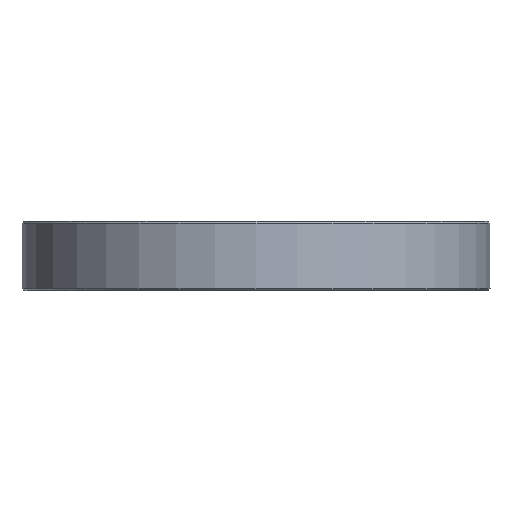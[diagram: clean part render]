
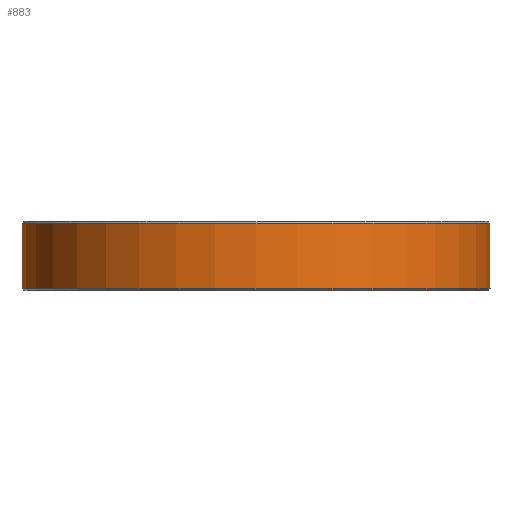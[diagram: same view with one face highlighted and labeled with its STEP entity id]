
A CAD part, front view. The second image highlights one B-rep face of the part: STEP entity #883.
In plain terms, the highlighted cylindrical face has radius 13.5 mm (diameter 27 mm), a full revolution.
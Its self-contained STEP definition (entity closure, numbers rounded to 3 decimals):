
#83=CYLINDRICAL_SURFACE('',#1018,13.5);
#157=FACE_OUTER_BOUND('',#250,.T.);
#250=EDGE_LOOP('',(#666,#667,#668,#669));
#347=LINE('',#1597,#365);
#365=VECTOR('',#1219,2.843);
#384=CIRCLE('',#1014,13.5);
#387=CIRCLE('',#1019,13.5);
#475=VERTEX_POINT('',#1587);
#478=VERTEX_POINT('',#1596);
#547=EDGE_CURVE('',#475,#475,#384,.T.);
#551=EDGE_CURVE('',#475,#478,#347,.T.);
#552=EDGE_CURVE('',#478,#478,#387,.T.);
#666=ORIENTED_EDGE('',*,*,#547,.F.);
#667=ORIENTED_EDGE('',*,*,#551,.T.);
#668=ORIENTED_EDGE('',*,*,#552,.F.);
#669=ORIENTED_EDGE('',*,*,#551,.F.);
#883=ADVANCED_FACE('',(#157),#83,.T.);
#1014=AXIS2_PLACEMENT_3D('',#1588,#1208,#1209);
#1018=AXIS2_PLACEMENT_3D('',#1595,#1217,#1218);
#1019=AXIS2_PLACEMENT_3D('',#1598,#1220,#1221);
#1208=DIRECTION('center_axis',(0.,0.,
1.));
#1209=DIRECTION('ref_axis',(0.5,0.866,0.));
#1217=DIRECTION('center_axis',(0.,0.,
1.));
#1218=DIRECTION('ref_axis',(0.5,0.866,0.));
#1219=DIRECTION('',(0.,0.,-1.));
#1220=DIRECTION('center_axis',(0.,0.,
-1.));
#1221=DIRECTION('ref_axis',(0.5,0.866,0.));
#1587=CARTESIAN_POINT('',(22.725,155.98,118.85));
#1588=CARTESIAN_POINT('Origin',(29.475,167.672,118.85));
#1595=CARTESIAN_POINT('Origin',(29.475,167.672,114.95));
#1596=CARTESIAN_POINT('',(22.725,155.98,115.05));
#1597=CARTESIAN_POINT('',(22.725,155.98,114.95));
#1598=CARTESIAN_POINT('Origin',(29.475,167.672,115.05));
